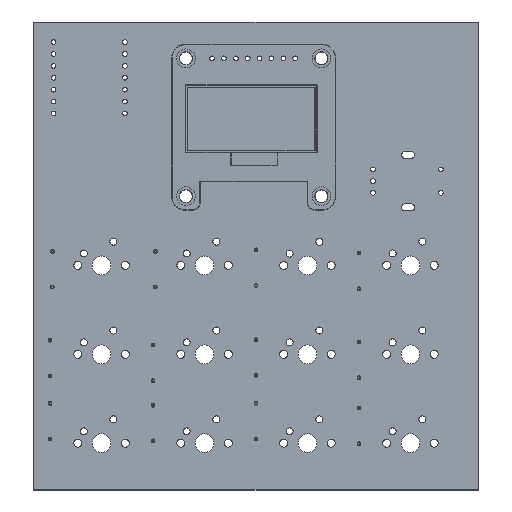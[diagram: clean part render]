
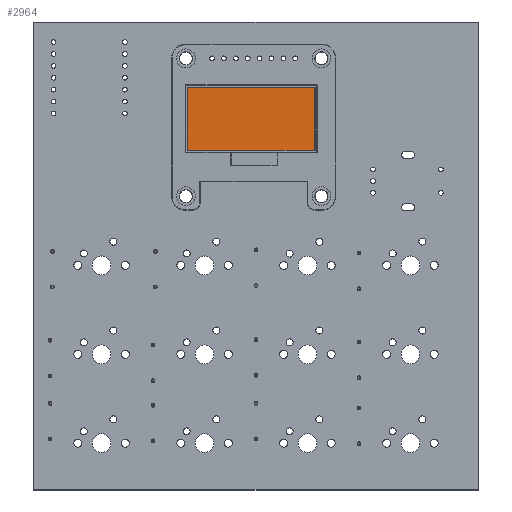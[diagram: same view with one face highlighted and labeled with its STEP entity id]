
A CAD part, top view. The second image highlights one B-rep face of the part: STEP entity #2964.
In plain terms, the highlighted planar face has unit normal (0, 0, 1).
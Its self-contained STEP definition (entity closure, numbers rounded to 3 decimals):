
#2873 = VERTEX_POINT('',#2874);
#2874 = CARTESIAN_POINT('',(21.98,-19.68,2.9));
#2880 = EDGE_CURVE('',#2873,#2881,#2883,.T.);
#2881 = VERTEX_POINT('',#2882);
#2882 = CARTESIAN_POINT('',(21.98,-6.2,2.9));
#2883 = LINE('',#2884,#2885);
#2884 = CARTESIAN_POINT('',(21.98,-19.68,2.9));
#2885 = VECTOR('',#2886,1.);
#2886 = DIRECTION('',(0.,1.,0.));
#2904 = EDGE_CURVE('',#2905,#2873,#2907,.T.);
#2905 = VERTEX_POINT('',#2906);
#2906 = CARTESIAN_POINT('',(-5.2,-19.68,2.9));
#2907 = LINE('',#2908,#2909);
#2908 = CARTESIAN_POINT('',(-5.2,-19.68,2.9));
#2909 = VECTOR('',#2910,1.);
#2910 = DIRECTION('',(1.,0.,0.));
#2928 = EDGE_CURVE('',#2929,#2881,#2931,.T.);
#2929 = VERTEX_POINT('',#2930);
#2930 = CARTESIAN_POINT('',(-5.2,-6.2,2.9));
#2931 = LINE('',#2932,#2933);
#2932 = CARTESIAN_POINT('',(-5.2,-6.2,2.9));
#2933 = VECTOR('',#2934,1.);
#2934 = DIRECTION('',(1.,0.,0.));
#2952 = EDGE_CURVE('',#2905,#2929,#2953,.T.);
#2953 = LINE('',#2954,#2955);
#2954 = CARTESIAN_POINT('',(-5.2,-19.68,2.9));
#2955 = VECTOR('',#2956,1.);
#2956 = DIRECTION('',(0.,1.,0.));
#2964 = ADVANCED_FACE('',(#2965),#2971,.T.);
#2965 = FACE_BOUND('',#2966,.T.);
#2966 = EDGE_LOOP('',(#2967,#2968,#2969,#2970));
#2967 = ORIENTED_EDGE('',*,*,#2952,.F.);
#2968 = ORIENTED_EDGE('',*,*,#2904,.T.);
#2969 = ORIENTED_EDGE('',*,*,#2880,.T.);
#2970 = ORIENTED_EDGE('',*,*,#2928,.F.);
#2971 = PLANE('',#2972);
#2972 = AXIS2_PLACEMENT_3D('',#2973,#2974,#2975);
#2973 = CARTESIAN_POINT('',(-5.2,-19.68,2.9));
#2974 = DIRECTION('',(0.,0.,1.));
#2975 = DIRECTION('',(1.,0.,-0.));
